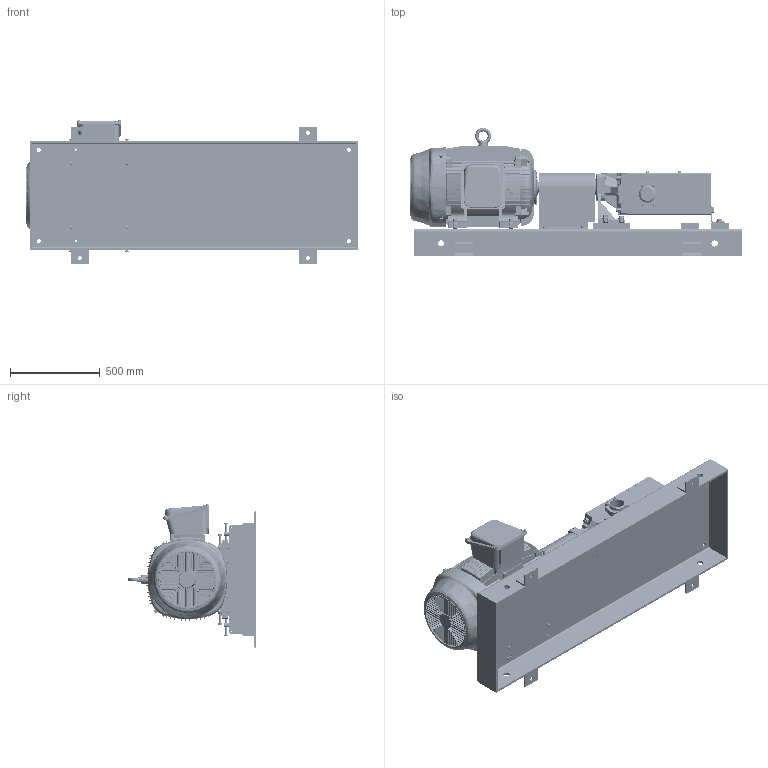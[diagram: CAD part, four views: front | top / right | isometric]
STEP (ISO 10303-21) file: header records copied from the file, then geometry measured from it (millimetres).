
FILE_DESCRIPTION (( 'STEP AP214' ), '1' );
FILE_NAME ('GPV-1455-007-U.STEP', '2016-09-19T14:40:49', ( '' ), ( '' ), 'SwSTEP 2.0', 'SolidWorks 2015', '' );
FILE_SCHEMA (( 'AUTOMOTIVE_DESIGN' ));
Length unit declared in the file: inch
Products named in the file (1): GPV-1455-007-U
Bounding box: 1848.5 x 713.52 x 801.13 mm (x, y, z)
Volume: 167491955 mm3; surface area: 9767914.4 mm2
Topology: 117 solids, 117 shells, 6150 faces, 15499 edges, 9963 vertices
Faces by surface type: plane 3593, cylinder 1141, bspline 699, cone 619, torus 72, sphere 26
Full cylindrical faces by diameter (mm): 3.175 x2, 6.35 x12, 7.938 x4, 8.731 x4, 9.525 x48, 10.716 x18, 11.139 x4, 11.146 x14, 11.6 x4, 12 x4, 12.7 x36, 13 x4, 13.487 x4, 13.492 x16, 13.894 x4, 14 x6, 14.287 x4, 15 x4, 15.875 x14, 16 x4, 16.5 x1, 16.662 x8, 17.4 x4, 17.45 x4, 17.463 x4, 17.526 x6, 19 x9, 19.05 x10, 20 x1, 20.65 x12
Entity records: 375609 total; most frequent: CARTESIAN_POINT 156327, ORIENTED_EDGE 29370, DIRECTION 25636, EDGE_CURVE 14685, VERTEX_POINT 9781, LINE 8584, VECTOR 8584, AXIS2_PLACEMENT_3D 8526
